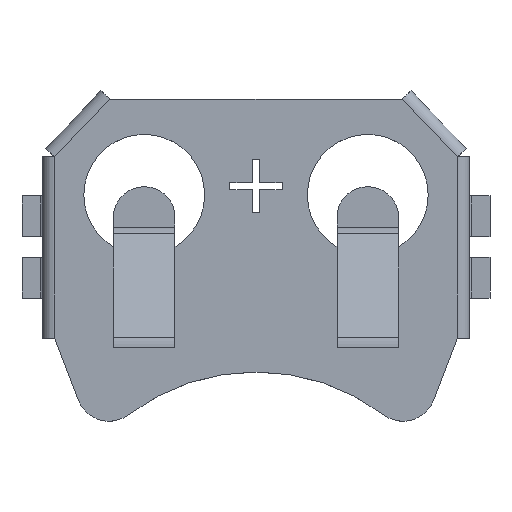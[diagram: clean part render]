
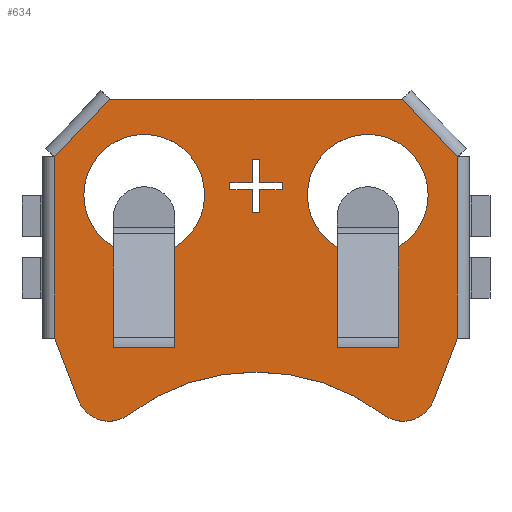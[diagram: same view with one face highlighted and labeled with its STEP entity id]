
A CAD part, top view. The second image highlights one B-rep face of the part: STEP entity #634.
In plain terms, the highlighted planar face has unit normal (0, 0, 1).
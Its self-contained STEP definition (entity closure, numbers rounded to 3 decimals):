
#13=DIRECTION('',(0.,0.,1.));
#35=VECTOR('',#36,1.);
#36=DIRECTION('',(1.,0.,0.));
#50=DIRECTION('',(0.,-1.,0.));
#65=VECTOR('',#50,1.);
#109=DIRECTION('',(0.,1.,0.));
#142=VECTOR('',#109,1.);
#174=VECTOR('',#175,1.);
#175=DIRECTION('',(-1.,0.,0.));
#442=VERTEX_POINT('',#443);
#443=CARTESIAN_POINT('',(-10.,4.48,4.));
#450=VERTEX_POINT('',#451);
#451=CARTESIAN_POINT('',(-10.,-4.52,4.));
#456=EDGE_CURVE('',#442,#450,#457,.T.);
#457=LINE('',#443,#65);
#634=ADVANCED_FACE('',(#635,#695,#724,#748),#810,.T.);
#635=FACE_BOUND('',#636,.T.);
#636=EDGE_LOOP('',(#637,#644,#651,#656,#661,#662,#669,#676,    #683,#690));
#637=ORIENTED_EDGE('',*,*,#638,.T.);
#638=EDGE_CURVE('',#639,#641,#643,.T.);
#639=VERTEX_POINT('',#640);
#640=CARTESIAN_POINT('',(10.,-4.52,4.));
#641=VERTEX_POINT('',#642);
#642=CARTESIAN_POINT('',(10.,4.48,4.));
#643=LINE('',#640,#142);
#644=ORIENTED_EDGE('',*,*,#645,.T.);
#645=EDGE_CURVE('',#641,#646,#648,.T.);
#646=VERTEX_POINT('',#647);
#647=CARTESIAN_POINT('',(7.27,7.348,4.));
#648=LINE('',#642,#649);
#649=VECTOR('',#650,1.);
#650=DIRECTION('',(-0.689,0.724,0.));
#651=ORIENTED_EDGE('',*,*,#652,.T.);
#652=EDGE_CURVE('',#646,#653,#655,.T.);
#653=VERTEX_POINT('',#654);
#654=CARTESIAN_POINT('',(-7.27,7.348,4.));
#655=LINE('',#647,#174);
#656=ORIENTED_EDGE('',*,*,#657,.T.);
#657=EDGE_CURVE('',#653,#442,#658,.T.);
#658=LINE('',#654,#659);
#659=VECTOR('',#660,1.);
#660=DIRECTION('',(-0.689,-0.724,0.));
#661=ORIENTED_EDGE('',*,*,#456,.T.);
#662=ORIENTED_EDGE('',*,*,#663,.T.);
#663=EDGE_CURVE('',#450,#664,#666,.T.);
#664=VERTEX_POINT('',#665);
#665=CARTESIAN_POINT('',(-8.813,-7.612,4.));
#666=LINE('',#451,#667);
#667=VECTOR('',#668,1.);
#668=DIRECTION('',(0.358,-0.934,0.));
#669=ORIENTED_EDGE('',*,*,#670,.T.);
#670=EDGE_CURVE('',#664,#671,#673,.T.);
#671=VERTEX_POINT('',#672);
#672=CARTESIAN_POINT('',(-6.324,-8.325,4.));
#673=CIRCLE('',#674,1.621);
#674=AXIS2_PLACEMENT_3D('',#675,#13,#175);
#675=CARTESIAN_POINT('',(-7.3,-7.031,4.));
#676=ORIENTED_EDGE('',*,*,#677,.F.);
#677=EDGE_CURVE('',#678,#671,#680,.T.);
#678=VERTEX_POINT('',#679);
#679=CARTESIAN_POINT('',(6.324,-8.325,4.));
#680=CIRCLE('',#681,10.5);
#681=AXIS2_PLACEMENT_3D('',#682,#13,#175);
#682=CARTESIAN_POINT('',(0.,-16.707,4.));
#683=ORIENTED_EDGE('',*,*,#684,.T.);
#684=EDGE_CURVE('',#678,#685,#687,.T.);
#685=VERTEX_POINT('',#686);
#686=CARTESIAN_POINT('',(8.813,-7.612,4.));
#687=CIRCLE('',#688,1.621);
#688=AXIS2_PLACEMENT_3D('',#689,#13,#175);
#689=CARTESIAN_POINT('',(7.3,-7.031,4.));
#690=ORIENTED_EDGE('',*,*,#691,.F.);
#691=EDGE_CURVE('',#639,#685,#692,.T.);
#692=LINE('',#640,#693);
#693=VECTOR('',#694,1.);
#694=DIRECTION('',(-0.358,-0.934,0.));
#695=FACE_BOUND('',#696,.T.);
#696=EDGE_LOOP('',(#697,#705,#712,#719));
#697=ORIENTED_EDGE('',*,*,#698,.T.);
#698=EDGE_CURVE('',#699,#701,#703,.T.);
#699=VERTEX_POINT('',#700);
#700=CARTESIAN_POINT('',(-4.025,0.008,4.));
#701=VERTEX_POINT('',#702);
#702=CARTESIAN_POINT('',(-4.025,-4.992,4.));
#703=LINE('',#704,#65);
#704=CARTESIAN_POINT('',(-4.025,0.008,4.));
#705=ORIENTED_EDGE('',*,*,#706,.T.);
#706=EDGE_CURVE('',#701,#707,#709,.T.);
#707=VERTEX_POINT('',#708);
#708=CARTESIAN_POINT('',(-7.075,-4.992,4.));
#709=LINE('',#702,#710);
#710=VECTOR('',#711,1.);
#711=DIRECTION('',(-1.,0.,0.));
#712=ORIENTED_EDGE('',*,*,#713,.T.);
#713=EDGE_CURVE('',#707,#714,#716,.T.);
#714=VERTEX_POINT('',#715);
#715=CARTESIAN_POINT('',(-7.075,0.008,4.));
#716=LINE('',#708,#717);
#717=VECTOR('',#718,1.);
#718=DIRECTION('',(0.,1.,0.));
#719=ORIENTED_EDGE('',*,*,#720,.F.);
#720=EDGE_CURVE('',#699,#714,#721,.T.);
#721=CIRCLE('',#722,3.);
#722=AXIS2_PLACEMENT_3D('',#723,#13,#175);
#723=CARTESIAN_POINT('',(-5.55,2.592,4.));
#724=FACE_BOUND('',#725,.T.);
#725=EDGE_LOOP('',(#726,#733,#738,#743));
#726=ORIENTED_EDGE('',*,*,#727,.T.);
#727=EDGE_CURVE('',#728,#730,#732,.T.);
#728=VERTEX_POINT('',#729);
#729=CARTESIAN_POINT('',(7.075,0.008,4.));
#730=VERTEX_POINT('',#731);
#731=CARTESIAN_POINT('',(7.075,-4.992,4.));
#732=LINE('',#729,#65);
#733=ORIENTED_EDGE('',*,*,#734,.T.);
#734=EDGE_CURVE('',#730,#735,#737,.T.);
#735=VERTEX_POINT('',#736);
#736=CARTESIAN_POINT('',(4.025,-4.992,4.));
#737=LINE('',#731,#174);
#738=ORIENTED_EDGE('',*,*,#739,.T.);
#739=EDGE_CURVE('',#735,#740,#742,.T.);
#740=VERTEX_POINT('',#741);
#741=CARTESIAN_POINT('',(4.025,0.008,4.));
#742=LINE('',#736,#142);
#743=ORIENTED_EDGE('',*,*,#744,.F.);
#744=EDGE_CURVE('',#728,#740,#745,.T.);
#745=CIRCLE('',#746,3.);
#746=AXIS2_PLACEMENT_3D('',#747,#13,#175);
#747=CARTESIAN_POINT('',(5.55,2.592,4.));
#748=FACE_BOUND('',#749,.T.);
#749=EDGE_LOOP('',(#750,#757,#762,#767,#772,#777,#782,#787,    #792,#797,#802,#807));
#750=ORIENTED_EDGE('',*,*,#751,.T.);
#751=EDGE_CURVE('',#752,#754,#756,.T.);
#752=VERTEX_POINT('',#753);
#753=CARTESIAN_POINT('',(0.175,3.198,4.));
#754=VERTEX_POINT('',#755);
#755=CARTESIAN_POINT('',(1.3,3.198,4.));
#756=LINE('',#753,#35);
#757=ORIENTED_EDGE('',*,*,#758,.T.);
#758=EDGE_CURVE('',#754,#759,#761,.T.);
#759=VERTEX_POINT('',#760);
#760=CARTESIAN_POINT('',(1.3,2.848,4.));
#761=LINE('',#755,#65);
#762=ORIENTED_EDGE('',*,*,#763,.T.);
#763=EDGE_CURVE('',#759,#764,#766,.T.);
#764=VERTEX_POINT('',#765);
#765=CARTESIAN_POINT('',(0.175,2.848,4.));
#766=LINE('',#760,#174);
#767=ORIENTED_EDGE('',*,*,#768,.T.);
#768=EDGE_CURVE('',#764,#769,#771,.T.);
#769=VERTEX_POINT('',#770);
#770=CARTESIAN_POINT('',(0.175,1.723,4.));
#771=LINE('',#765,#65);
#772=ORIENTED_EDGE('',*,*,#773,.T.);
#773=EDGE_CURVE('',#769,#774,#776,.T.);
#774=VERTEX_POINT('',#775);
#775=CARTESIAN_POINT('',(-0.175,1.723,4.));
#776=LINE('',#770,#174);
#777=ORIENTED_EDGE('',*,*,#778,.T.);
#778=EDGE_CURVE('',#774,#779,#781,.T.);
#779=VERTEX_POINT('',#780);
#780=CARTESIAN_POINT('',(-0.175,2.848,4.));
#781=LINE('',#775,#142);
#782=ORIENTED_EDGE('',*,*,#783,.T.);
#783=EDGE_CURVE('',#779,#784,#786,.T.);
#784=VERTEX_POINT('',#785);
#785=CARTESIAN_POINT('',(-1.3,2.848,4.));
#786=LINE('',#780,#174);
#787=ORIENTED_EDGE('',*,*,#788,.T.);
#788=EDGE_CURVE('',#784,#789,#791,.T.);
#789=VERTEX_POINT('',#790);
#790=CARTESIAN_POINT('',(-1.3,3.198,4.));
#791=LINE('',#785,#142);
#792=ORIENTED_EDGE('',*,*,#793,.T.);
#793=EDGE_CURVE('',#789,#794,#796,.T.);
#794=VERTEX_POINT('',#795);
#795=CARTESIAN_POINT('',(-0.175,3.198,4.));
#796=LINE('',#790,#35);
#797=ORIENTED_EDGE('',*,*,#798,.T.);
#798=EDGE_CURVE('',#794,#799,#801,.T.);
#799=VERTEX_POINT('',#800);
#800=CARTESIAN_POINT('',(-0.175,4.323,4.));
#801=LINE('',#795,#142);
#802=ORIENTED_EDGE('',*,*,#803,.T.);
#803=EDGE_CURVE('',#799,#804,#806,.T.);
#804=VERTEX_POINT('',#805);
#805=CARTESIAN_POINT('',(0.175,4.323,4.));
#806=LINE('',#800,#35);
#807=ORIENTED_EDGE('',*,*,#808,.T.);
#808=EDGE_CURVE('',#804,#752,#809,.T.);
#809=LINE('',#805,#65);
#810=PLANE('',#811);
#811=AXIS2_PLACEMENT_3D('',#812,#13,#175);
#812=CARTESIAN_POINT('',(0.,-0.472,4.));
